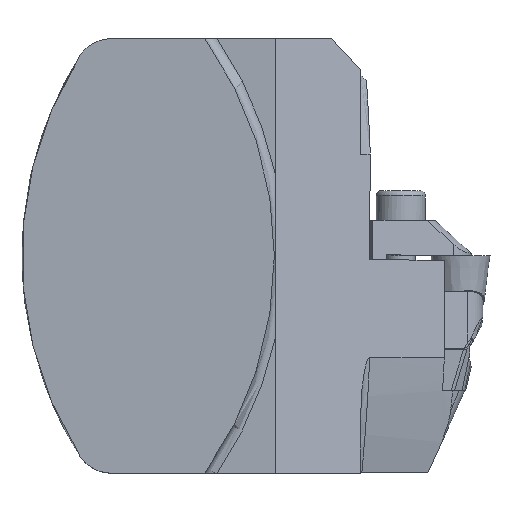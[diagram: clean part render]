
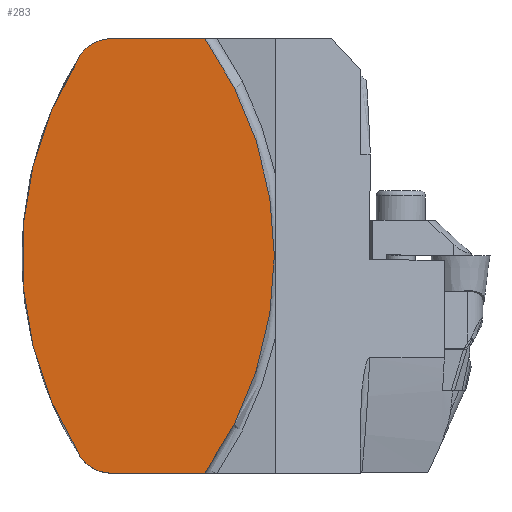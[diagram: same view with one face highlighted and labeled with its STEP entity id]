
A CAD part, top view. The second image highlights one B-rep face of the part: STEP entity #283.
In plain terms, the highlighted planar face has unit normal (0, 0, 1).
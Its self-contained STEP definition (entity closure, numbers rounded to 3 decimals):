
#233=CIRCLE('',#2004,60.25);
#234=CIRCLE('',#2005,6.);
#235=CIRCLE('',#2006,60.25);
#236=CIRCLE('',#2007,6.);
#283=ADVANCED_FACE('',(#443),#380,.T.);
#380=PLANE('',#2008);
#443=FACE_OUTER_BOUND('',#535,.T.);
#535=EDGE_LOOP('',(#786,#787,#788,#789,#790,#791));
#786=ORIENTED_EDGE('',*,*,#1448,.F.);
#787=ORIENTED_EDGE('',*,*,#1449,.T.);
#788=ORIENTED_EDGE('',*,*,#1432,.F.);
#789=ORIENTED_EDGE('',*,*,#1450,.T.);
#790=ORIENTED_EDGE('',*,*,#1425,.T.);
#791=ORIENTED_EDGE('',*,*,#1451,.T.);
#1245=VERTEX_POINT('',#2863);
#1246=VERTEX_POINT('',#2865);
#1251=VERTEX_POINT('',#2893);
#1252=VERTEX_POINT('',#2894);
#1263=VERTEX_POINT('',#2974);
#1264=VERTEX_POINT('',#2975);
#1425=EDGE_CURVE('',#1246,#1245,#1662,.T.);
#1432=EDGE_CURVE('',#1251,#1252,#1667,.T.);
#1448=EDGE_CURVE('',#1263,#1264,#233,.T.);
#1449=EDGE_CURVE('',#1263,#1252,#234,.T.);
#1450=EDGE_CURVE('',#1251,#1246,#235,.T.);
#1451=EDGE_CURVE('',#1245,#1264,#236,.T.);
#1662=LINE('',#2864,#1799);
#1667=LINE('',#2892,#1804);
#1799=VECTOR('',#2272,1.);
#1804=VECTOR('',#2281,1.);
#2004=AXIS2_PLACEMENT_3D('',#2973,#2298,#2299);
#2005=AXIS2_PLACEMENT_3D('',#2976,#2300,#2301);
#2006=AXIS2_PLACEMENT_3D('',#2977,#2302,#2303);
#2007=AXIS2_PLACEMENT_3D('',#2978,#2304,#2305);
#2008=AXIS2_PLACEMENT_3D('',#2979,#2306,#2307);
#2272=DIRECTION('',(-1.,0.,0.));
#2281=DIRECTION('',(-1.,0.,0.));
#2298=DIRECTION('',(0.,0.,-1.));
#2299=DIRECTION('',(1.,0.,0.));
#2300=DIRECTION('',(0.,0.,1.));
#2301=DIRECTION('',(1.,0.,0.));
#2302=DIRECTION('',(0.,0.,1.));
#2303=DIRECTION('',(1.,0.,0.));
#2304=DIRECTION('',(0.,0.,1.));
#2305=DIRECTION('',(1.,0.,0.));
#2306=DIRECTION('',(0.,0.,1.));
#2307=DIRECTION('',(1.,0.,0.));
#2863=CARTESIAN_POINT('',(-5.998,35.,0.));
#2864=CARTESIAN_POINT('',(47.425,35.,0.));
#2865=CARTESIAN_POINT('',(9.041,35.,0.));
#2892=CARTESIAN_POINT('',(47.425,-35.,0.));
#2893=CARTESIAN_POINT('',(9.041,-35.,0.));
#2894=CARTESIAN_POINT('',(-5.998,-35.,0.));
#2973=CARTESIAN_POINT('',(39.85,0.,0.));
#2974=CARTESIAN_POINT('',(-11.069,-32.207,0.));
#2975=CARTESIAN_POINT('',(-11.069,32.207,0.));
#2976=CARTESIAN_POINT('',(-5.998,-29.,0.));
#2977=CARTESIAN_POINT('',(-40.,0.,0.));
#2978=CARTESIAN_POINT('',(-5.998,29.,0.));
#2979=CARTESIAN_POINT('',(-20.4,35.,0.));
